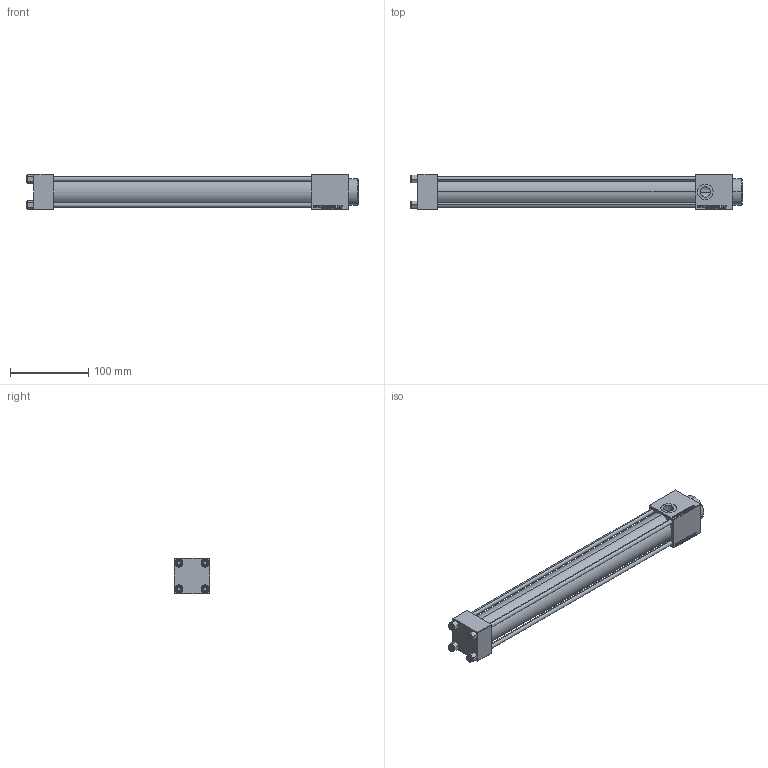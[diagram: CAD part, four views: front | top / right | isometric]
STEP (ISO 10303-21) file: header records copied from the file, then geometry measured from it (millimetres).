
FILE_DESCRIPTION (( 'STEP AP203' ), '1' );
FILE_NAME ('ff9a.STEP', '2021-06-14T10:32:44', ( '' ), ( '' ), 'SwSTEP 2.0', 'SolidWorks 2019', '' );
FILE_SCHEMA (( 'CONFIG_CONTROL_DESIGN' ));
Length unit declared in the file: millimetre
Products named in the file (7): V215CR_VCP_C 06483c9b0c6c372286642619e14b2eda; ROD_END_AH 06483c9b0c6c372286642619e14b2eda; V215_VC_A 06483c9b0c6c372286642619e14b2eda; V215CR_C_TYCINKA 06483c9b0c6c372286642619e14b2eda; ff9a; V215CR_C 06483c9b0c6c372286642619e14b2eda; NUT_M5_C 06483c9b0c6c372286642619e14b2eda
Assembly tree (12 placements, depth 2):
  ff9a
    V215CR_C 06483c9b0c6c372286642619e14b2eda
    V215CR_VCP_C 06483c9b0c6c372286642619e14b2eda
    NUT_M5_C 06483c9b0c6c372286642619e14b2eda  x4
    V215CR_C_TYCINKA 06483c9b0c6c372286642619e14b2eda  x4
    V215_VC_A 06483c9b0c6c372286642619e14b2eda
    ROD_END_AH 06483c9b0c6c372286642619e14b2eda
Bounding box: 425 x 45 x 45 mm (x, y, z)
Volume: 333210.2 mm3; surface area: 154946.6 mm2
Topology: 12 solids, 12 shells, 1167 faces, 2913 edges, 1889 vertices
Faces by surface type: plane 531, bspline 392, cone 140, cylinder 94, torus 10
Entity records: 50816 total; most frequent: CARTESIAN_POINT 27191, ORIENTED_EDGE 5318, DIRECTION 3401, EDGE_CURVE 2659, VERTEX_POINT 1745, LINE 1603, VECTOR 1603, EDGE_LOOP 1178
